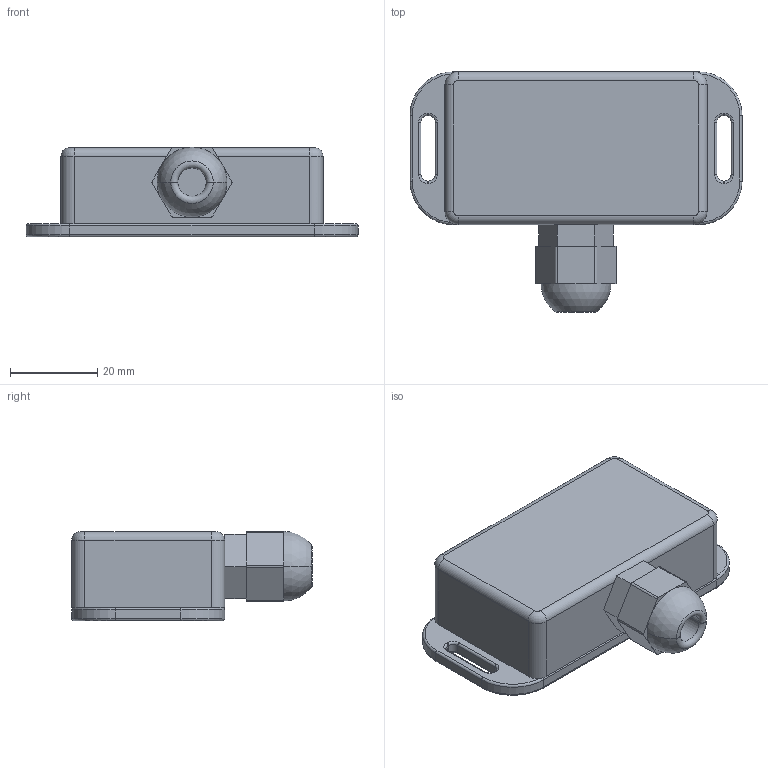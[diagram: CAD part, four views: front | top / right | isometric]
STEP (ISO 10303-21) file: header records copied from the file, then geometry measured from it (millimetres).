
FILE_DESCRIPTION(('CATIA V5 STEP Exchange'),'2;1');
FILE_NAME('CRX Outdoor sensor.stp','2016-07-12T07:15:59+00:00',('none'),('none'),'CATIA Version 5 Release 20 SP 6 (IN-10)','CATIA V5 STEP AP214','none');
FILE_SCHEMA(('AUTOMOTIVE_DESIGN { 1 0 10303 214 1 1 1 1 }'));
Length unit declared in the file: millimetre
Products named in the file (1): Utegivare
Bounding box: 76 x 55.06 x 20.5 mm (x, y, z)
Volume: 46846.5 mm3; surface area: 14599.6 mm2
Topology: 3 solids, 3 shells, 124 faces, 288 edges, 170 vertices
Faces by surface type: cylinder 52, plane 40, torus 30, sphere 2
Entity records: 3432 total; most frequent: CARTESIAN_POINT 579, ORIENTED_EDGE 576, DIRECTION 520, EDGE_CURVE 288, AXIS2_PLACEMENT_3D 263, VERTEX_POINT 170, CIRCLE 146, VECTOR 142
